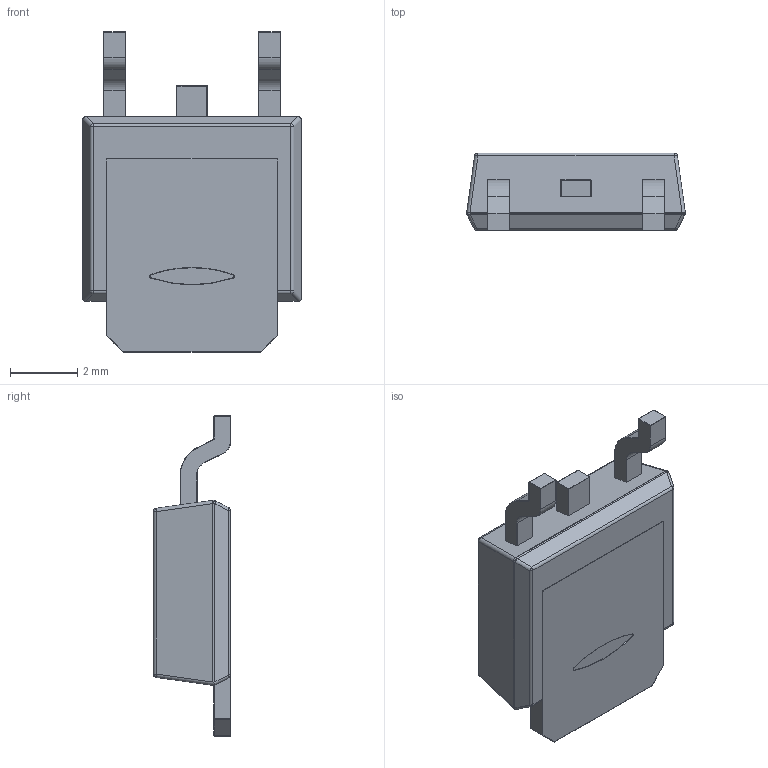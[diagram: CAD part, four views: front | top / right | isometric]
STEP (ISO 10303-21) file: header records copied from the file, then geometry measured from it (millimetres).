
FILE_DESCRIPTION (( 'STEP AP214' ), '1' );
FILE_NAME ('D-PAK.STEP', '2019-03-25T11:02:31', ( '' ), ( '' ), 'SwSTEP 2.0', 'SolidWorks 2018', '' );
FILE_SCHEMA (( 'AUTOMOTIVE_DESIGN' ));
Length unit declared in the file: millimetre
Products named in the file (1): D-PAK
Bounding box: 6.49 x 2.3 x 9.5 mm (x, y, z)
Volume: 81.8 mm3; surface area: 148.3 mm2
Topology: 1 solids, 1 shells, 300 faces, 698 edges, 394 vertices
Faces by surface type: cylinder 123, plane 91, bspline 32, torus 29, sphere 25
Entity records: 10695 total; most frequent: CARTESIAN_POINT 2878, ORIENTED_EDGE 1360, DIRECTION 1300, EDGE_CURVE 680, AXIS2_PLACEMENT_3D 468, VERTEX_POINT 394, VECTOR 364, LINE 364
